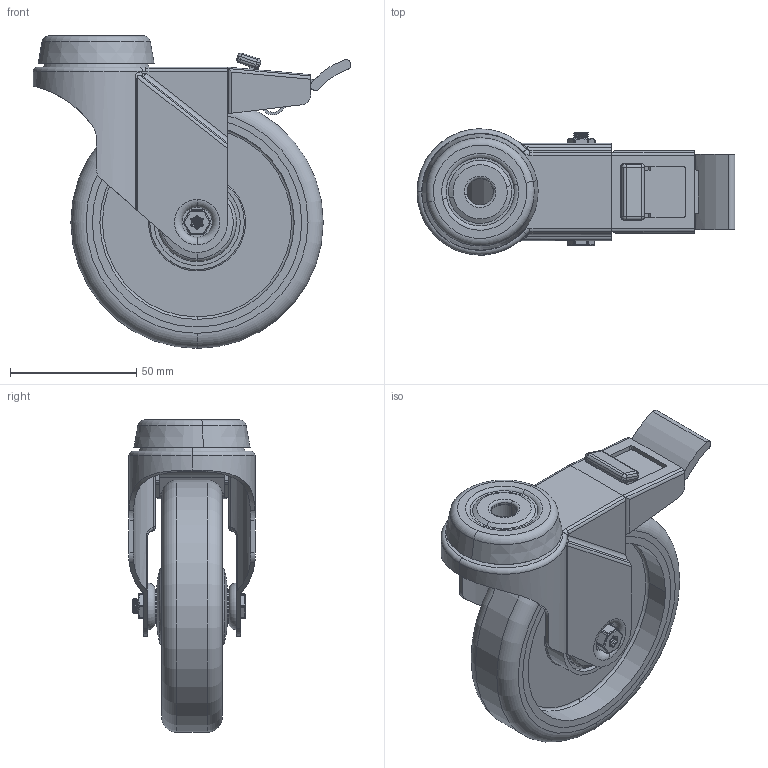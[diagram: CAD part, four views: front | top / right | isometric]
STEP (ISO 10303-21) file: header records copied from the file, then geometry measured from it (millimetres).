
FILE_DESCRIPTION(('STEP AP203'),'1');
FILE_NAME('BZRA100GRBJBH10SWB.STEP','2023-06-08T11:49:40',(' '),(' '),'Spatial InterOp 3D',' ',' ');
FILE_SCHEMA(('CONFIG_CONTROL_DESIGN'));
Length unit declared in the file: metre
Products named in the file (22): BZRA100ASBH10SWB; ZINC PLATED PRESSED STEEL HEAD; ZINC PLATED PRESSED STEEL FORKS; ZINC PLATED PRESSED STEEL BRAKE; NYLON BRAKE PEDAL; BRAKE PAD; BZRA100GRBJBH10SWB; BZL100WGRBJM6; THERMOPLASTIC RUBBER TYRE; POLYPROPYLENE RIM; Pattern; Component2; BEARING6000; OUTTER; INNER; MIDDLE; RUBBER; CAP; BOLTBZRA6MM; ZINC PLATED AXLE BOLT; NM6GR8HALFGR8; ZINC PLATED LOCKING NUT
Assembly tree (29 placements, depth 5):
  BZRA100GRBJBH10SWB
    BZRA100ASBH10SWB
      ZINC PLATED PRESSED STEEL HEAD
      ZINC PLATED PRESSED STEEL FORKS
      ZINC PLATED PRESSED STEEL BRAKE
      NYLON BRAKE PEDAL
      BRAKE PAD
    BZL100WGRBJM6
      THERMOPLASTIC RUBBER TYRE
      POLYPROPYLENE RIM
      BEARING6000
        Pattern
          Component2  x8
        OUTTER
        INNER
        MIDDLE
        RUBBER
      CAP  x2
    BOLTBZRA6MM
      ZINC PLATED AXLE BOLT
    NM6GR8HALFGR8
      ZINC PLATED LOCKING NUT
Bounding box: 126 x 50 x 124 mm (x, y, z)
Volume: 147098.8 mm3; surface area: 96641.6 mm2
Topology: 24 solids, 24 shells, 902 faces, 2303 edges, 1439 vertices
Faces by surface type: cylinder 388, plane 264, torus 112, sphere 66, cone 36, bspline 36
Entity records: 45569 total; most frequent: CARTESIAN_POINT 23077, DIRECTION 4799, ORIENTED_EDGE 4374, EDGE_CURVE 2187, AXIS2_PLACEMENT_3D 1987, VERTEX_POINT 1393, CIRCLE 1080, EDGE_LOOP 942
